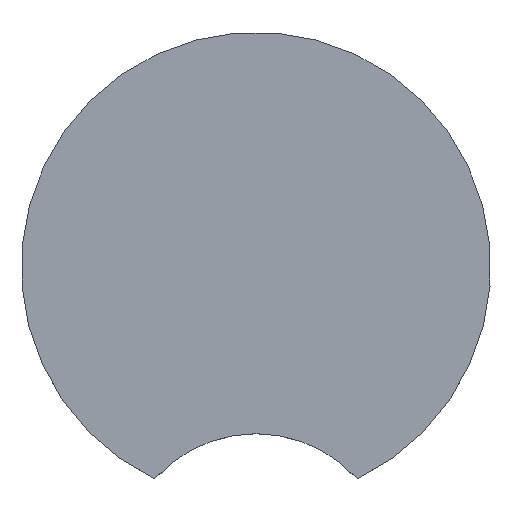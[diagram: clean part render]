
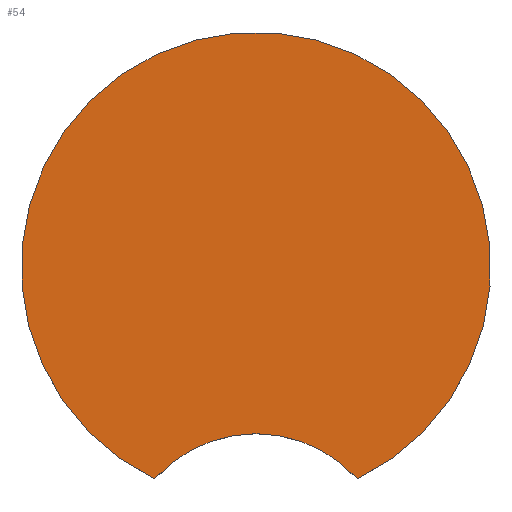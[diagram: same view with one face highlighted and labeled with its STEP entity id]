
A CAD part, top view. The second image highlights one B-rep face of the part: STEP entity #54.
In plain terms, the highlighted planar face has unit normal (0, 0, 1).
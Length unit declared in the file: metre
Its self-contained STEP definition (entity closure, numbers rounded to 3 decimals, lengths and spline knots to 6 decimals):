
#18=ORIENTED_EDGE('',*,*,#30,.T.);
#19=ORIENTED_EDGE('',*,*,#31,.T.);
#30=EDGE_CURVE('',#36,#37,#40,.T.);
#31=EDGE_CURVE('',#37,#36,#41,.T.);
#36=VERTEX_POINT('',#102);
#37=VERTEX_POINT('',#103);
#40=CIRCLE('',#72,0.004);
#41=CIRCLE('',#73,0.0069);
#44=EDGE_LOOP('',(#18,#19));
#48=FACE_BOUND('',#44,.T.);
#52=PLANE('',#71);
#54=ADVANCED_FACE('',(#48),#52,.F.);
#71=AXIS2_PLACEMENT_3D('',#100,#81,#82);
#72=AXIS2_PLACEMENT_3D('',#101,#83,#84);
#73=AXIS2_PLACEMENT_3D('',#104,#85,#86);
#81=DIRECTION('',(0.,0.,-1.));
#82=DIRECTION('',(1.,0.,0.));
#83=DIRECTION('',(0.,0.,-1.));
#84=DIRECTION('',(-1.,0.,0.));
#85=DIRECTION('',(0.,0.,1.));
#86=DIRECTION('',(1.,0.,0.));
#100=CARTESIAN_POINT('',(0.015,0.0186,0.0006));
#101=CARTESIAN_POINT('',(0.015,0.0097,0.0006));
#102=CARTESIAN_POINT('',(0.012025,0.012374,0.0006));
#103=CARTESIAN_POINT('',(0.017975,0.012374,0.0006));
#104=CARTESIAN_POINT('',(0.015,0.0186,0.0006));
